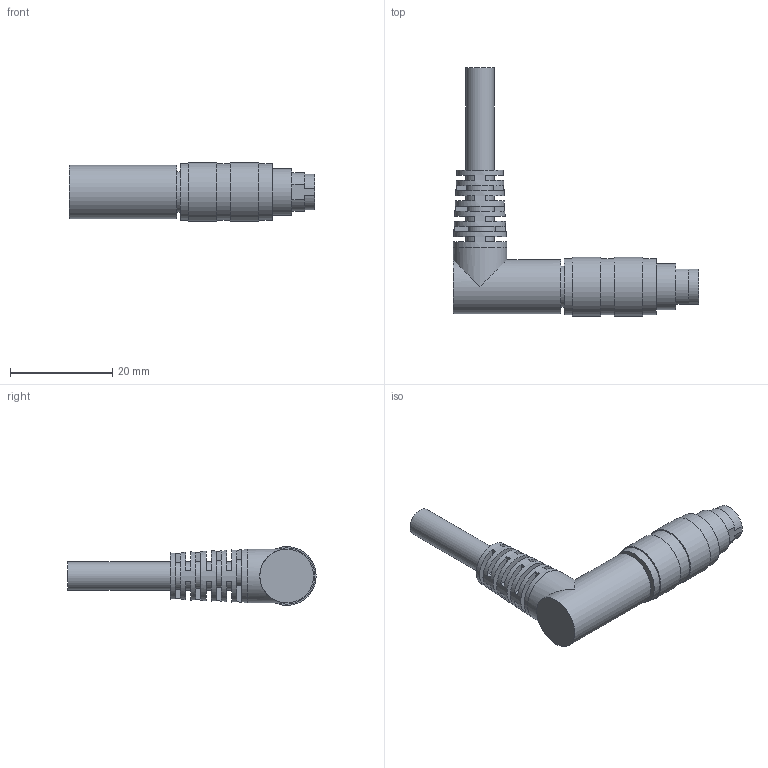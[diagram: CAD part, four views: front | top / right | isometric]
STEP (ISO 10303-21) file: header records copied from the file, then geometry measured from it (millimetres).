
FILE_DESCRIPTION(/* description */ (''),/* implementation_level */ '2;1');
FILE_NAME(/* name */ 'ipf_z3d_VK507B41.stp',/* time_stamp */ '2017-06-30T09:37:07+02:00',/* author */ ('Gelzhaeuser'),/* organization */ (''),/* preprocessor_version */ 'ST-DEVELOPER v15.2',/* originating_system */ 'Autodesk Inventor 2014',/* authorisation */ '');
FILE_SCHEMA (('AUTOMOTIVE_DESIGN { 1 0 10303 214 3 1 1 }'));
Length unit declared in the file: millimetre
Products named in the file (1): VKxx7B41
Bounding box: 48 x 48.5 x 11.5 mm (x, y, z)
Volume: 5484.5 mm3; surface area: 3523.3 mm2
Topology: 1 solids, 1 shells, 124 faces, 314 edges, 211 vertices
Faces by surface type: plane 75, cylinder 40, sphere 8, cone 1
Full cylindrical faces by diameter (mm): 0.5 x8, 5.5 x1, 5.99 x1, 6 x1, 8 x1, 9 x1, 10.5 x2, 11 x3, 11.5 x2
Entity records: 3273 total; most frequent: DIRECTION 584, CARTESIAN_POINT 581, ORIENTED_EDGE 486, EDGE_CURVE 243, AXIS2_PLACEMENT_3D 237, EDGE_LOOP 177, VERTEX_POINT 174, ADVANCED_FACE 123
